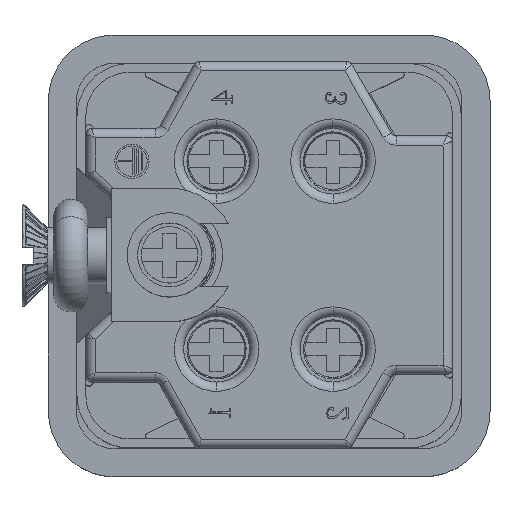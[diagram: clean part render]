
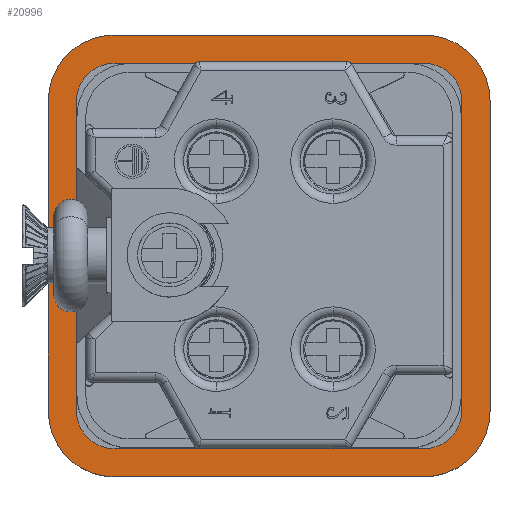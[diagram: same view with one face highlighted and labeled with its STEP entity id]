
A CAD part, top view. The second image highlights one B-rep face of the part: STEP entity #20996.
In plain terms, the highlighted planar face has unit normal (0, 0, 1).
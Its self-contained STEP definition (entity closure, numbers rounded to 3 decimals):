
#664=DIRECTION('',(1.,0.,0.));
#665=VECTOR('',#664,16.5);
#666=CARTESIAN_POINT('',(-198.853,-22.223,
-17.191));
#667=LINE('',#666,#665);
#676=DIRECTION('',(0.,1.,0.));
#677=VECTOR('',#676,16.5);
#678=CARTESIAN_POINT('',(-200.853,-40.723,
-17.191));
#679=LINE('',#678,#677);
#688=DIRECTION('',(-1.,0.,0.));
#689=VECTOR('',#688,16.5);
#690=CARTESIAN_POINT('',(-182.353,-42.723,
-17.191));
#691=LINE('',#690,#689);
#700=DIRECTION('',(0.,-1.,0.));
#701=VECTOR('',#700,16.5);
#702=CARTESIAN_POINT('',(-180.353,-24.223,
-17.191));
#703=LINE('',#702,#701);
#712=DIRECTION('',(1.,0.,0.));
#713=VECTOR('',#712,16.5);
#714=CARTESIAN_POINT('',(-198.853,-20.723,
-17.191));
#715=LINE('',#714,#713);
#716=CARTESIAN_POINT('',(-182.353,-24.223,
-17.191));
#717=DIRECTION('',(0.,0.,-1.));
#718=DIRECTION('',(0.,1.,0.));
#719=AXIS2_PLACEMENT_3D('',#716,#717,#718);
#721=DIRECTION('',(0.,-1.,0.));
#722=VECTOR('',#721,16.5);
#723=CARTESIAN_POINT('',(-178.853,-24.223,
-17.191));
#724=LINE('',#723,#722);
#725=CARTESIAN_POINT('',(-182.353,-40.723,
-17.191));
#726=DIRECTION('',(0.,0.,-1.));
#727=DIRECTION('',(1.,0.,0.));
#728=AXIS2_PLACEMENT_3D('',#725,#726,#727);
#730=DIRECTION('',(-1.,0.,0.));
#731=VECTOR('',#730,16.5);
#732=CARTESIAN_POINT('',(-182.353,-44.223,
-17.191));
#733=LINE('',#732,#731);
#734=CARTESIAN_POINT('',(-198.853,-40.723,
-17.191));
#735=DIRECTION('',(0.,0.,-1.));
#736=DIRECTION('',(0.,-1.,0.));
#737=AXIS2_PLACEMENT_3D('',#734,#735,#736);
#739=DIRECTION('',(0.,1.,0.));
#740=VECTOR('',#739,16.5);
#741=CARTESIAN_POINT('',(-202.353,-40.723,
-17.191));
#742=LINE('',#741,#740);
#743=CARTESIAN_POINT('',(-198.853,-24.223,
-17.191));
#744=DIRECTION('',(0.,0.,-1.));
#745=DIRECTION('',(-1.,0.,0.));
#746=AXIS2_PLACEMENT_3D('',#743,#744,#745);
#748=CARTESIAN_POINT('',(-198.853,-24.223,
-17.191));
#749=DIRECTION('',(0.,0.,1.));
#750=DIRECTION('',(0.,1.,0.));
#751=AXIS2_PLACEMENT_3D('',#748,#749,#750);
#753=CARTESIAN_POINT('',(-198.853,-40.723,
-17.191));
#754=DIRECTION('',(0.,0.,1.));
#755=DIRECTION('',(-1.,0.,0.));
#756=AXIS2_PLACEMENT_3D('',#753,#754,#755);
#758=CARTESIAN_POINT('',(-182.353,-40.723,
-17.191));
#759=DIRECTION('',(0.,0.,1.));
#760=DIRECTION('',(0.,-1.,0.));
#761=AXIS2_PLACEMENT_3D('',#758,#759,#760);
#763=CARTESIAN_POINT('',(-182.353,-24.223,
-17.191));
#764=DIRECTION('',(0.,0.,1.));
#765=DIRECTION('',(1.,0.,0.));
#766=AXIS2_PLACEMENT_3D('',#763,#764,#765);
#17545=CARTESIAN_POINT('',(-198.853,-22.223,
-17.191));
#17547=VERTEX_POINT('',#17545);
#17549=CARTESIAN_POINT('',(-182.353,-22.223,
-17.191));
#17550=VERTEX_POINT('',#17549);
#17554=CARTESIAN_POINT('',(-200.853,-24.223,
-17.191));
#17556=VERTEX_POINT('',#17554);
#17557=CARTESIAN_POINT('',(-200.853,-40.723,
-17.191));
#17559=VERTEX_POINT('',#17557);
#17562=CARTESIAN_POINT('',(-198.853,-42.723,
-17.191));
#17564=VERTEX_POINT('',#17562);
#17565=CARTESIAN_POINT('',(-182.353,-42.723,
-17.191));
#17567=VERTEX_POINT('',#17565);
#17570=CARTESIAN_POINT('',(-180.353,-40.723,
-17.191));
#17572=VERTEX_POINT('',#17570);
#17573=CARTESIAN_POINT('',(-180.353,-24.223,
-17.191));
#17575=VERTEX_POINT('',#17573);
#17577=CARTESIAN_POINT('',(-198.853,-20.723,
-17.191));
#17578=CARTESIAN_POINT('',(-182.353,-20.723,
-17.191));
#17579=VERTEX_POINT('',#17577);
#17580=VERTEX_POINT('',#17578);
#17581=CARTESIAN_POINT('',(-178.853,-24.223,
-17.191));
#17582=VERTEX_POINT('',#17581);
#17583=CARTESIAN_POINT('',(-178.853,-40.723,
-17.191));
#17584=VERTEX_POINT('',#17583);
#17585=CARTESIAN_POINT('',(-182.353,-44.223,
-17.191));
#17586=VERTEX_POINT('',#17585);
#17587=CARTESIAN_POINT('',(-198.853,-44.223,
-17.191));
#17588=VERTEX_POINT('',#17587);
#17589=CARTESIAN_POINT('',(-202.353,-40.723,
-17.191));
#17590=VERTEX_POINT('',#17589);
#17591=CARTESIAN_POINT('',(-202.353,-24.223,
-17.191));
#17592=VERTEX_POINT('',#17591);
#20963=CARTESIAN_POINT('',(-198.853,-20.723,
-17.191));
#20964=DIRECTION('',(0.,0.,1.));
#20965=DIRECTION('',(0.,-1.,0.));
#20966=AXIS2_PLACEMENT_3D('',#20963,#20964,#20965);
#20967=PLANE('',#20966);
#20969=ORIENTED_EDGE('',*,*,#20968,.T.);
#20971=ORIENTED_EDGE('',*,*,#20970,.T.);
#20973=ORIENTED_EDGE('',*,*,#20972,.T.);
#20975=ORIENTED_EDGE('',*,*,#20974,.T.);
#20977=ORIENTED_EDGE('',*,*,#20976,.T.);
#20979=ORIENTED_EDGE('',*,*,#20978,.T.);
#20981=ORIENTED_EDGE('',*,*,#20980,.T.);
#20983=ORIENTED_EDGE('',*,*,#20982,.T.);
#20984=EDGE_LOOP('',(#20969,#20971,#20973,#20975,#20977,#20979,#20981,#20983));
#20985=FACE_OUTER_BOUND('',#20984,.F.);
#20986=ORIENTED_EDGE('',*,*,#20873,.T.);
#20987=ORIENTED_EDGE('',*,*,#20887,.F.);
#20988=ORIENTED_EDGE('',*,*,#20901,.T.);
#20989=ORIENTED_EDGE('',*,*,#20915,.F.);
#20990=ORIENTED_EDGE('',*,*,#20929,.T.);
#20991=ORIENTED_EDGE('',*,*,#20943,.F.);
#20992=ORIENTED_EDGE('',*,*,#20956,.T.);
#20993=ORIENTED_EDGE('',*,*,#20858,.F.);
#20994=EDGE_LOOP('',(#20986,#20987,#20988,#20989,#20990,#20991,#20992,#20993));
#20995=FACE_BOUND('',#20994,.F.);
#720=CIRCLE('',#719,3.5);
#729=CIRCLE('',#728,3.5);
#738=CIRCLE('',#737,3.5);
#747=CIRCLE('',#746,3.5);
#752=CIRCLE('',#751,2.);
#757=CIRCLE('',#756,2.);
#762=CIRCLE('',#761,2.);
#767=CIRCLE('',#766,2.);
#20858=EDGE_CURVE('',#17547,#17550,#667,.T.);
#20873=EDGE_CURVE('',#17547,#17556,#752,.T.);
#20887=EDGE_CURVE('',#17559,#17556,#679,.T.);
#20901=EDGE_CURVE('',#17559,#17564,#757,.T.);
#20915=EDGE_CURVE('',#17567,#17564,#691,.T.);
#20929=EDGE_CURVE('',#17567,#17572,#762,.T.);
#20943=EDGE_CURVE('',#17575,#17572,#703,.T.);
#20956=EDGE_CURVE('',#17575,#17550,#767,.T.);
#20968=EDGE_CURVE('',#17579,#17580,#715,.T.);
#20970=EDGE_CURVE('',#17580,#17582,#720,.T.);
#20972=EDGE_CURVE('',#17582,#17584,#724,.T.);
#20974=EDGE_CURVE('',#17584,#17586,#729,.T.);
#20976=EDGE_CURVE('',#17586,#17588,#733,.T.);
#20978=EDGE_CURVE('',#17588,#17590,#738,.T.);
#20980=EDGE_CURVE('',#17590,#17592,#742,.T.);
#20982=EDGE_CURVE('',#17592,#17579,#747,.T.);
#20996=ADVANCED_FACE('',(#20985,#20995),#20967,.T.);
